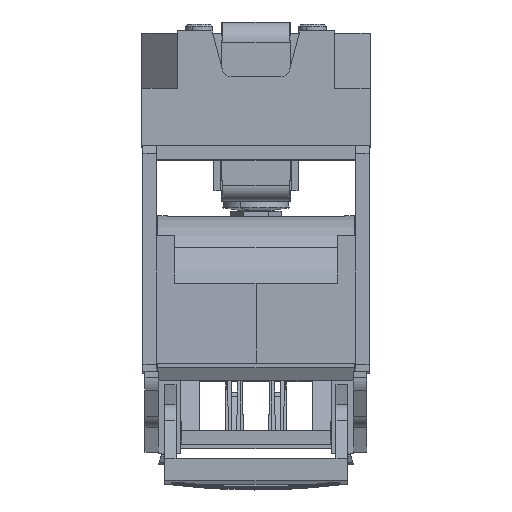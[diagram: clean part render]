
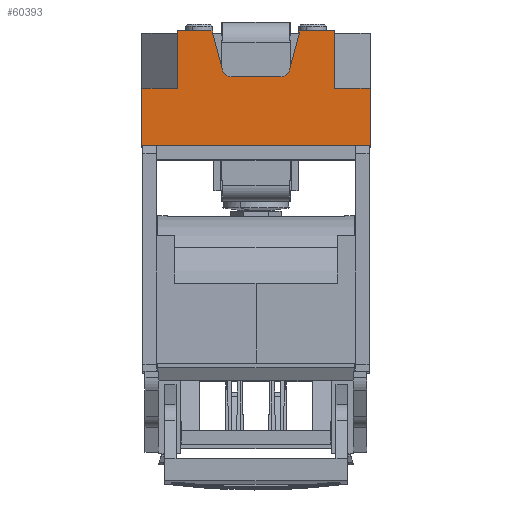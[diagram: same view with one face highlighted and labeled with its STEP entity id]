
A CAD part, top view. The second image highlights one B-rep face of the part: STEP entity #60393.
In plain terms, the highlighted planar face has unit normal (0, 0, 1).
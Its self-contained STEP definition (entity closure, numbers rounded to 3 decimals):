
#50907=DIRECTION('',(0.,1.,0.));
#50908=VECTOR('',#50907,1.171);
#50909=CARTESIAN_POINT('',(18.936,-5.171,277.5));
#50910=LINE('',#50909,#50908);
#50956=DIRECTION('',(-0.259,-0.966,0.));
#50957=VECTOR('',#50956,16.424);
#50958=CARTESIAN_POINT('',(18.936,-5.171,277.5));
#50959=LINE('',#50958,#50957);
#50963=DIRECTION('',(-1.,0.,0.));
#50964=VECTOR('',#50963,0.314);
#50965=CARTESIAN_POINT('',(19.25,-4.,277.5));
#50966=LINE('',#50965,#50964);
#50970=DIRECTION('',(-1.,0.,0.));
#50971=VECTOR('',#50970,6.764);
#50972=CARTESIAN_POINT('',(34.264,-4.,277.5));
#50973=LINE('',#50972,#50971);
#50977=DIRECTION('',(0.,1.,0.));
#50978=VECTOR('',#50977,25.);
#50979=CARTESIAN_POINT('',(34.264,-29.,277.5));
#50980=LINE('',#50979,#50978);
#50984=DIRECTION('',(-1.,0.,0.));
#50985=VECTOR('',#50984,6.764);
#50986=CARTESIAN_POINT('',(-27.5,-4.,277.5));
#50987=LINE('',#50986,#50985);
#50991=DIRECTION('',(-1.,0.,0.));
#50992=VECTOR('',#50991,0.314);
#50993=CARTESIAN_POINT('',(-18.936,-4.,277.5));
#50994=LINE('',#50993,#50992);
#50998=DIRECTION('',(0.,1.,0.));
#50999=VECTOR('',#50998,1.171);
#51000=CARTESIAN_POINT('',(-18.936,-5.171,277.5));
#51001=LINE('',#51000,#50999);
#51005=DIRECTION('',(-0.259,0.966,0.));
#51006=VECTOR('',#51005,16.424);
#51007=CARTESIAN_POINT('',(-14.685,-21.035,277.5));
#51008=LINE('',#51007,#51006);
#51012=CARTESIAN_POINT('',(-10.822,-20.,277.5));
#51013=DIRECTION('',(0.,0.,-1.));
#51014=DIRECTION('',(0.,-1.,0.));
#51015=AXIS2_PLACEMENT_3D('',#51012,#51013,#51014);
#51020=CARTESIAN_POINT('',(10.822,-20.,277.5));
#51021=DIRECTION('',(0.,0.,-1.));
#51022=DIRECTION('',(0.966,-0.259,0.));
#51023=AXIS2_PLACEMENT_3D('',#51020,#51021,#51022);
#51042=DIRECTION('',(1.,0.,0.));
#51043=VECTOR('',#51042,21.643);
#51044=CARTESIAN_POINT('',(-10.822,-24.,277.5));
#51045=LINE('',#51044,#51043);
#51129=DIRECTION('',(1.,0.,0.));
#51130=VECTOR('',#51129,8.25);
#51131=CARTESIAN_POINT('',(19.25,-4.,277.5));
#51132=LINE('',#51131,#51130);
#51157=DIRECTION('',(1.,0.,0.));
#51158=VECTOR('',#51157,8.25);
#51159=CARTESIAN_POINT('',(-27.5,-4.,277.5));
#51160=LINE('',#51159,#51158);
#51718=DIRECTION('',(-1.,0.,0.));
#51719=VECTOR('',#51718,100.);
#51720=CARTESIAN_POINT('',(50.,-54.,277.5));
#51721=LINE('',#51720,#51719);
#52217=DIRECTION('',(0.,-1.,0.));
#52218=VECTOR('',#52217,25.);
#52219=CARTESIAN_POINT('',(50.,-29.,277.5));
#52220=LINE('',#52219,#52218);
#52238=DIRECTION('',(1.,0.,0.));
#52239=VECTOR('',#52238,15.736);
#52240=CARTESIAN_POINT('',(34.264,-29.,277.5));
#52241=LINE('',#52240,#52239);
#56738=DIRECTION('',(0.,1.,0.));
#56739=VECTOR('',#56738,25.);
#56740=CARTESIAN_POINT('',(-50.,-54.,277.5));
#56741=LINE('',#56740,#56739);
#56773=DIRECTION('',(0.,1.,0.));
#56774=VECTOR('',#56773,25.);
#56775=CARTESIAN_POINT('',(-34.264,-29.,277.5));
#56776=LINE('',#56775,#56774);
#56787=DIRECTION('',(1.,0.,0.));
#56788=VECTOR('',#56787,15.736);
#56789=CARTESIAN_POINT('',(-50.,-29.,277.5));
#56790=LINE('',#56789,#56788);
#58839=CARTESIAN_POINT('',(34.264,-4.,277.5));
#58840=VERTEX_POINT('',#58839);
#58841=CARTESIAN_POINT('',(34.264,-29.,277.5));
#58842=VERTEX_POINT('',#58841);
#58843=CARTESIAN_POINT('',(50.,-29.,277.5));
#58844=VERTEX_POINT('',#58843);
#58845=CARTESIAN_POINT('',(-34.264,-29.,277.5));
#58846=CARTESIAN_POINT('',(-34.264,-4.,277.5));
#58847=VERTEX_POINT('',#58845);
#58848=VERTEX_POINT('',#58846);
#58853=CARTESIAN_POINT('',(-14.685,-21.035,277.5));
#58854=CARTESIAN_POINT('',(-18.936,-5.171,277.5));
#58855=VERTEX_POINT('',#58853);
#58856=VERTEX_POINT('',#58854);
#58861=CARTESIAN_POINT('',(-10.822,-24.,277.5));
#58863=VERTEX_POINT('',#58861);
#58866=CARTESIAN_POINT('',(10.822,-24.,277.5));
#58868=VERTEX_POINT('',#58866);
#58869=CARTESIAN_POINT('',(14.685,-21.035,277.5));
#58871=VERTEX_POINT('',#58869);
#58875=CARTESIAN_POINT('',(18.936,-5.171,277.5));
#58876=VERTEX_POINT('',#58875);
#58885=CARTESIAN_POINT('',(-50.,-29.,277.5));
#58886=VERTEX_POINT('',#58885);
#58919=CARTESIAN_POINT('',(-27.5,-4.,277.5));
#58920=VERTEX_POINT('',#58919);
#58921=CARTESIAN_POINT('',(-19.25,-4.,277.5));
#58922=VERTEX_POINT('',#58921);
#58923=CARTESIAN_POINT('',(-18.936,-4.,277.5));
#58924=VERTEX_POINT('',#58923);
#58929=CARTESIAN_POINT('',(18.936,-4.,277.5));
#58930=VERTEX_POINT('',#58929);
#58931=CARTESIAN_POINT('',(19.25,-4.,277.5));
#58932=VERTEX_POINT('',#58931);
#58933=CARTESIAN_POINT('',(27.5,-4.,277.5));
#58934=VERTEX_POINT('',#58933);
#59216=CARTESIAN_POINT('',(50.,-54.,277.5));
#59217=VERTEX_POINT('',#59216);
#59218=CARTESIAN_POINT('',(-50.,-54.,277.5));
#59219=VERTEX_POINT('',#59218);
#60349=CARTESIAN_POINT('',(0.,-4.,277.5));
#60350=DIRECTION('',(0.,0.,1.));
#60351=DIRECTION('',(0.,-1.,0.));
#60352=AXIS2_PLACEMENT_3D('',#60349,#60350,#60351);
#60353=PLANE('',#60352);
#60355=ORIENTED_EDGE('',*,*,#60354,.F.);
#60356=ORIENTED_EDGE('',*,*,#60269,.T.);
#60358=ORIENTED_EDGE('',*,*,#60357,.F.);
#60360=ORIENTED_EDGE('',*,*,#60359,.T.);
#60362=ORIENTED_EDGE('',*,*,#60361,.F.);
#60364=ORIENTED_EDGE('',*,*,#60363,.F.);
#60366=ORIENTED_EDGE('',*,*,#60365,.T.);
#60368=ORIENTED_EDGE('',*,*,#60367,.T.);
#60370=ORIENTED_EDGE('',*,*,#60369,.T.);
#60372=ORIENTED_EDGE('',*,*,#60371,.T.);
#60374=ORIENTED_EDGE('',*,*,#60373,.T.);
#60376=ORIENTED_EDGE('',*,*,#60375,.T.);
#60378=ORIENTED_EDGE('',*,*,#60377,.F.);
#60380=ORIENTED_EDGE('',*,*,#60379,.T.);
#60382=ORIENTED_EDGE('',*,*,#60381,.F.);
#60383=ORIENTED_EDGE('',*,*,#60313,.F.);
#60384=ORIENTED_EDGE('',*,*,#60333,.F.);
#60386=ORIENTED_EDGE('',*,*,#60385,.F.);
#60388=ORIENTED_EDGE('',*,*,#60387,.T.);
#60390=ORIENTED_EDGE('',*,*,#60389,.F.);
#60391=EDGE_LOOP('',(#60355,#60356,#60358,#60360,#60362,#60364,#60366,#60368,
#60370,#60372,#60374,#60376,#60378,#60380,#60382,#60383,#60384,#60386,#60388,
#60390));
#60392=FACE_OUTER_BOUND('',#60391,.F.);
#51016=CIRCLE('',#51015,4.);
#51024=CIRCLE('',#51023,4.);
#60269=EDGE_CURVE('',#58876,#58930,#50910,.T.);
#60313=EDGE_CURVE('',#58856,#58924,#51001,.T.);
#60333=EDGE_CURVE('',#58855,#58856,#51008,.T.);
#60354=EDGE_CURVE('',#58876,#58871,#50959,.T.);
#60357=EDGE_CURVE('',#58932,#58930,#50966,.T.);
#60359=EDGE_CURVE('',#58932,#58934,#51132,.T.);
#60361=EDGE_CURVE('',#58840,#58934,#50973,.T.);
#60363=EDGE_CURVE('',#58842,#58840,#50980,.T.);
#60365=EDGE_CURVE('',#58842,#58844,#52241,.T.);
#60367=EDGE_CURVE('',#58844,#59217,#52220,.T.);
#60369=EDGE_CURVE('',#59217,#59219,#51721,.T.);
#60371=EDGE_CURVE('',#59219,#58886,#56741,.T.);
#60373=EDGE_CURVE('',#58886,#58847,#56790,.T.);
#60375=EDGE_CURVE('',#58847,#58848,#56776,.T.);
#60377=EDGE_CURVE('',#58920,#58848,#50987,.T.);
#60379=EDGE_CURVE('',#58920,#58922,#51160,.T.);
#60381=EDGE_CURVE('',#58924,#58922,#50994,.T.);
#60385=EDGE_CURVE('',#58863,#58855,#51016,.T.);
#60387=EDGE_CURVE('',#58863,#58868,#51045,.T.);
#60389=EDGE_CURVE('',#58871,#58868,#51024,.T.);
#60393=ADVANCED_FACE('',(#60392),#60353,.T.);
